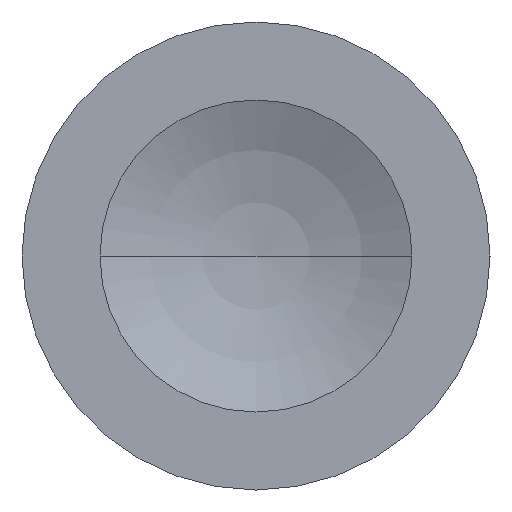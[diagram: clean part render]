
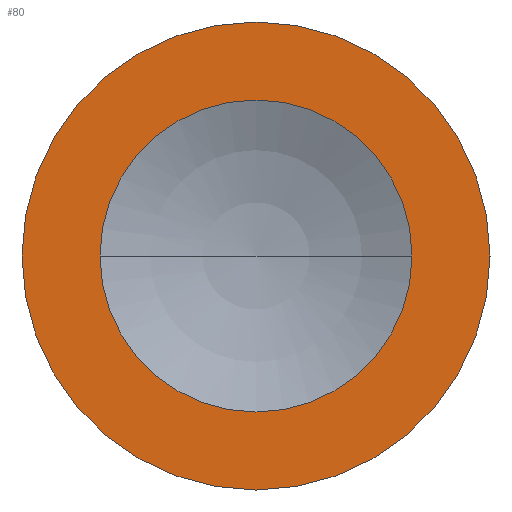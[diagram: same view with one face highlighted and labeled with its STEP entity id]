
A CAD part, left-side view. The second image highlights one B-rep face of the part: STEP entity #80.
In plain terms, the highlighted planar face has unit normal (-1, 0, 0).
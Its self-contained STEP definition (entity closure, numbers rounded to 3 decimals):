
#1=CARTESIAN_POINT('',(-4.25,0.,0.));
#2=DIRECTION('',(-1.,0.,0.));
#3=DIRECTION('',(0.,1.,0.));
#4=AXIS2_PLACEMENT_3D('',#1,#2,#3);
#6=CARTESIAN_POINT('',(-4.25,0.,0.));
#7=DIRECTION('',(1.,0.,0.));
#8=DIRECTION('',(0.,1.,0.));
#9=AXIS2_PLACEMENT_3D('',#6,#7,#8);
#34=CARTESIAN_POINT('',(-4.25,0.,0.));
#35=DIRECTION('',(1.,0.,0.));
#36=DIRECTION('',(0.,1.,0.));
#37=AXIS2_PLACEMENT_3D('',#34,#35,#36);
#44=CARTESIAN_POINT('',(-4.25,0.,0.));
#45=DIRECTION('',(-1.,0.,0.));
#46=DIRECTION('',(0.,1.,0.));
#47=AXIS2_PLACEMENT_3D('',#44,#45,#46);
#49=CARTESIAN_POINT('',(-4.25,2.,0.));
#51=VERTEX_POINT('',#49);
#53=CARTESIAN_POINT('',(-4.25,-2.,0.));
#54=VERTEX_POINT('',#53);
#55=CARTESIAN_POINT('',(-4.25,3.,0.));
#56=CARTESIAN_POINT('',(-4.25,-3.,0.));
#57=VERTEX_POINT('',#55);
#58=VERTEX_POINT('',#56);
#63=CARTESIAN_POINT('',(-4.25,0.,0.));
#64=DIRECTION('',(-1.,0.,0.));
#65=DIRECTION('',(0.,1.,0.));
#66=AXIS2_PLACEMENT_3D('',#63,#64,#65);
#67=PLANE('',#66);
#69=ORIENTED_EDGE('',*,*,#68,.F.);
#71=ORIENTED_EDGE('',*,*,#70,.T.);
#72=EDGE_LOOP('',(#69,#71));
#73=FACE_OUTER_BOUND('',#72,.F.);
#75=ORIENTED_EDGE('',*,*,#74,.F.);
#77=ORIENTED_EDGE('',*,*,#76,.T.);
#78=EDGE_LOOP('',(#75,#77));
#79=FACE_BOUND('',#78,.F.);
#5=CIRCLE('',#4,3.);
#10=CIRCLE('',#9,3.);
#38=CIRCLE('',#37,2.);
#48=CIRCLE('',#47,2.);
#68=EDGE_CURVE('',#57,#58,#5,.T.);
#70=EDGE_CURVE('',#57,#58,#10,.T.);
#74=EDGE_CURVE('',#51,#54,#38,.T.);
#76=EDGE_CURVE('',#51,#54,#48,.T.);
#80=ADVANCED_FACE('',(#73,#79),#67,.T.);
